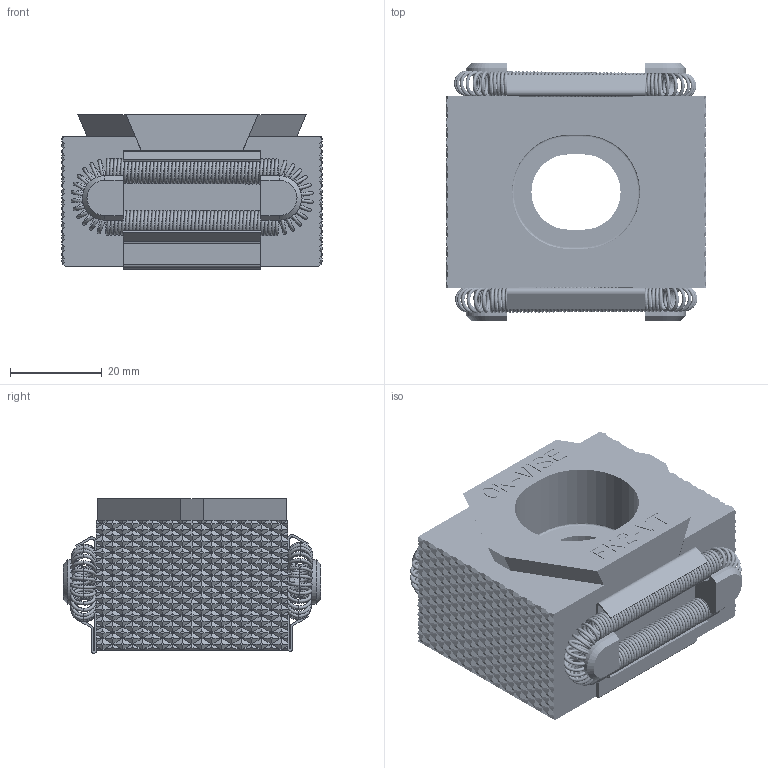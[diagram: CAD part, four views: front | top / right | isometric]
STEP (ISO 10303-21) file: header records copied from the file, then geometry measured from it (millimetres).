
FILE_DESCRIPTION((''),'2;1');
FILE_NAME('FK2-VT.stp','2011-11-23T06:50:46',('tuuja'),(''),'Autodesk Inventor 2010','Autodesk Inventor 2010','');
FILE_SCHEMA(('AUTOMOTIVE_DESIGN { 1 0 10303 214 1 1 1 1 }'));
Length unit declared in the file: millimetre
Products named in the file (7): FK2-VT; PLFK2-VT; SIF; F-Spring; F-spring pääty+suorat; F-spring_pääty; KIFK2-VT
Assembly tree (9 placements, depth 3):
  FK2-VT
    PLFK2-VT  x2
    SIF  x2
    F-Spring  x2
      F-spring pääty+suorat
      F-spring_pääty
    KIFK2-VT
Bounding box: 57 x 56.2 x 33.78 mm (x, y, z)
Volume: 60382 mm3; surface area: 31369.1 mm2
Topology: 9 solids, 9 shells, 3444 faces, 7573 edges, 4150 vertices
Faces by surface type: plane 2768, torus 472, bspline 170, cylinder 32, cone 2
Entity records: 46218 total; most frequent: CARTESIAN_POINT 9363, DIRECTION 7309, ORIENTED_EDGE 7212, EDGE_CURVE 3606, VECTOR 2789, LINE 2789, AXIS2_PLACEMENT_3D 2260, EDGE_LOOP 2084
